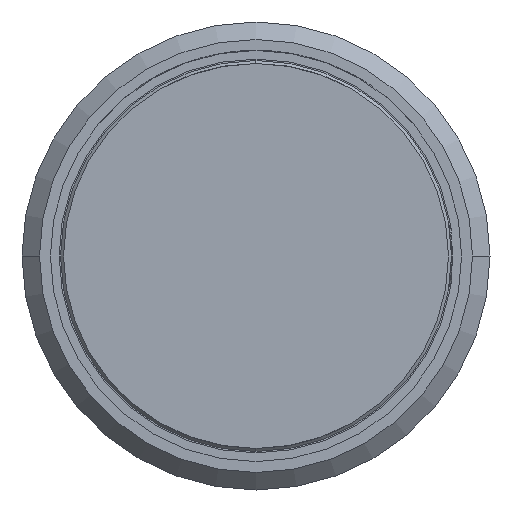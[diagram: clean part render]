
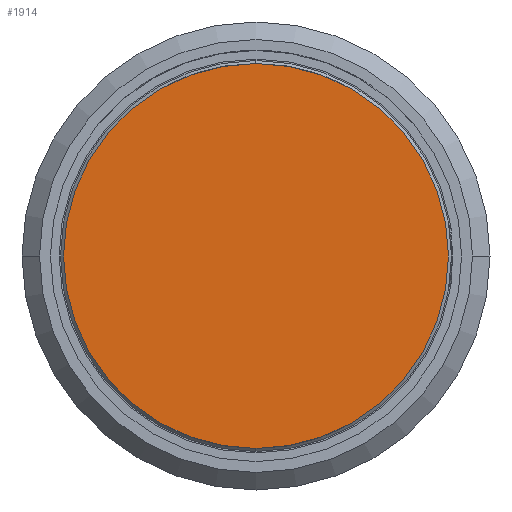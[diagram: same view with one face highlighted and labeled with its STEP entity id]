
A CAD part, front view. The second image highlights one B-rep face of the part: STEP entity #1914.
In plain terms, the highlighted planar face has unit normal (0, -1, 0).
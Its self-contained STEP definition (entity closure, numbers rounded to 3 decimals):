
#54 = ORIENTED_EDGE ( 'NONE', *, *, #68, .T. ) ;
#68 = EDGE_CURVE ( 'Defeature ausgef�hrt1_7+Defeature ausgef�hrt1_14+Defeature ausgef�hrt1_14+Defeature ausgef�hrt1_14', #1763, #527, #922, .T. ) ;
#527 = VERTEX_POINT ( 'NONE', #1072 ) ;
#594 = DIRECTION ( 'NONE',  ( -1., 0., 0. ) ) ;
#653 = AXIS2_PLACEMENT_3D ( 'NONE', #2724, #839, #3034 ) ;
#839 = DIRECTION ( 'NONE',  ( 0., -1., 0. ) ) ;
#896 = EDGE_LOOP ( 'NONE', ( #1571, #54 ) ) ;
#922 = CIRCLE ( 'NONE', #653, 2.2 ) ;
#1054 = AXIS2_PLACEMENT_3D ( 'NONE', #3847, #1367, #2582 ) ;
#1072 = CARTESIAN_POINT ( 'NONE',  ( -2.2, 0., 0. ) ) ;
#1367 = DIRECTION ( 'NONE',  ( 0., 1., 0. ) ) ;
#1529 = DIRECTION ( 'NONE',  ( 0., -1., 0. ) ) ;
#1556 = CIRCLE ( 'NONE', #2229, 2.2 ) ;
#1571 = ORIENTED_EDGE ( 'NONE', *, *, #1582, .T. ) ;
#1582 = EDGE_CURVE ( 'Defeature ausgef�hrt1_7+Defeature ausgef�hrt1_14+Defeature ausgef�hrt1_14+Defeature ausgef�hrt1_14', #527, #1763, #1556, .T. ) ;
#1763 = VERTEX_POINT ( 'NONE', #2435 ) ;
#1914 = ADVANCED_FACE ( 'Defeature ausgef�hrt1_7', ( #3470 ), #2947, .F. ) ;
#2229 = AXIS2_PLACEMENT_3D ( 'NONE', #3090, #1529, #594 ) ;
#2435 = CARTESIAN_POINT ( 'NONE',  ( 2.2, 0., 0. ) ) ;
#2582 = DIRECTION ( 'NONE',  ( 1., 0., 0. ) ) ;
#2724 = CARTESIAN_POINT ( 'NONE',  ( 0., 0., 0. ) ) ;
#2947 = PLANE ( 'NONE',  #1054 ) ;
#3034 = DIRECTION ( 'NONE',  ( -1., 0., 0. ) ) ;
#3090 = CARTESIAN_POINT ( 'NONE',  ( 0., 0., 0. ) ) ;
#3470 = FACE_OUTER_BOUND ( 'NONE', #896, .T. ) ;
#3847 = CARTESIAN_POINT ( 'NONE',  ( 0., 0., -1.9 ) ) ;
